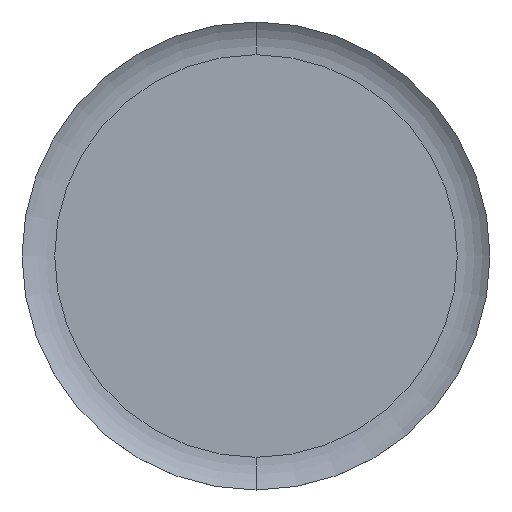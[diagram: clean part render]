
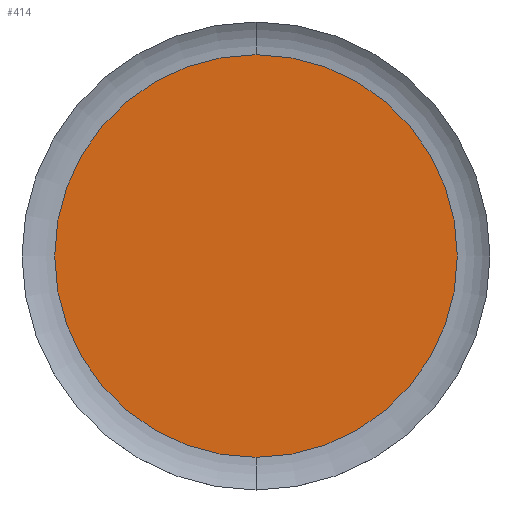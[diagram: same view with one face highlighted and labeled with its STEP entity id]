
A CAD part, top view. The second image highlights one B-rep face of the part: STEP entity #414.
In plain terms, the highlighted planar face has unit normal (0, 0, 1).
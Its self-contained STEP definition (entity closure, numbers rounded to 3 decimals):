
#24 = VERTEX_POINT('',#25);
#25 = CARTESIAN_POINT('',(0.,1.85,1.1));
#33 = TOROIDAL_SURFACE('',#34,1.85,0.5);
#34 = AXIS2_PLACEMENT_3D('',#35,#36,#37);
#35 = CARTESIAN_POINT('',(0.,0.,1.6));
#36 = DIRECTION('',(0.,0.,-1.));
#37 = DIRECTION('',(0.,-1.,0.));
#67 = TOROIDAL_SURFACE('',#68,1.85,0.5);
#68 = AXIS2_PLACEMENT_3D('',#69,#70,#71);
#69 = CARTESIAN_POINT('',(0.,0.,1.6));
#70 = DIRECTION('',(0.,0.,-1.));
#71 = DIRECTION('',(0.,-1.,0.));
#175 = VERTEX_POINT('',#176);
#176 = CARTESIAN_POINT('',(0.,-1.85,1.1));
#242 = EDGE_CURVE('',#24,#175,#243,.T.);
#243 = SURFACE_CURVE('',#244,(#249,#278),.PCURVE_S1.);
#244 = CIRCLE('',#245,1.85);
#245 = AXIS2_PLACEMENT_3D('',#246,#247,#248);
#246 = CARTESIAN_POINT('',(0.,0.,1.1));
#247 = DIRECTION('',(0.,0.,-1.));
#248 = DIRECTION('',(0.,1.,0.));
#249 = PCURVE('',#33,#250);
#250 = DEFINITIONAL_REPRESENTATION('',(#251),#277);
#251 = B_SPLINE_CURVE_WITH_KNOTS('',3,(#252,#253,#254,#255,#256,#257,
    #258,#259,#260,#261,#262,#263,#264,#265,#266,#267,#268,#269,#270,
    #271,#272,#273,#274,#275,#276),.UNSPECIFIED.,.F.,.F.,(4,1,1,1,1,1,1,
    1,1,1,1,1,1,1,1,1,1,1,1,1,1,1,4),(0.,0.143,0.286,
    0.428,0.571,0.714,0.857,
    1.,1.142,1.285,1.428,
    1.571,1.714,1.856,1.999,
    2.142,2.285,2.428,2.57,
    2.713,2.856,2.999,3.142),
  .QUASI_UNIFORM_KNOTS.);
#252 = CARTESIAN_POINT('',(3.142,1.571));
#253 = CARTESIAN_POINT('',(3.189,1.571));
#254 = CARTESIAN_POINT('',(3.284,1.571));
#255 = CARTESIAN_POINT('',(3.427,1.571));
#256 = CARTESIAN_POINT('',(3.57,1.571));
#257 = CARTESIAN_POINT('',(3.713,1.571));
#258 = CARTESIAN_POINT('',(3.856,1.571));
#259 = CARTESIAN_POINT('',(3.998,1.571));
#260 = CARTESIAN_POINT('',(4.141,1.571));
#261 = CARTESIAN_POINT('',(4.284,1.571));
#262 = CARTESIAN_POINT('',(4.427,1.571));
#263 = CARTESIAN_POINT('',(4.57,1.571));
#264 = CARTESIAN_POINT('',(4.712,1.571));
#265 = CARTESIAN_POINT('',(4.855,1.571));
#266 = CARTESIAN_POINT('',(4.998,1.571));
#267 = CARTESIAN_POINT('',(5.141,1.571));
#268 = CARTESIAN_POINT('',(5.284,1.571));
#269 = CARTESIAN_POINT('',(5.426,1.571));
#270 = CARTESIAN_POINT('',(5.569,1.571));
#271 = CARTESIAN_POINT('',(5.712,1.571));
#272 = CARTESIAN_POINT('',(5.855,1.571));
#273 = CARTESIAN_POINT('',(5.998,1.571));
#274 = CARTESIAN_POINT('',(6.14,1.571));
#275 = CARTESIAN_POINT('',(6.236,1.571));
#276 = CARTESIAN_POINT('',(6.283,1.571));
#277 = ( GEOMETRIC_REPRESENTATION_CONTEXT(2) 
PARAMETRIC_REPRESENTATION_CONTEXT() REPRESENTATION_CONTEXT('2D SPACE',''
  ) );
#278 = PCURVE('',#279,#284);
#279 = PLANE('',#280);
#280 = AXIS2_PLACEMENT_3D('',#281,#282,#283);
#281 = CARTESIAN_POINT('',(0.,0.,1.1));
#282 = DIRECTION('',(0.,0.,-1.));
#283 = DIRECTION('',(0.,-1.,0.));
#284 = DEFINITIONAL_REPRESENTATION('',(#285),#289);
#285 = CIRCLE('',#286,1.85);
#286 = AXIS2_PLACEMENT_2D('',#287,#288);
#287 = CARTESIAN_POINT('',(0.,0.));
#288 = DIRECTION('',(-1.,-0.));
#289 = ( GEOMETRIC_REPRESENTATION_CONTEXT(2) 
PARAMETRIC_REPRESENTATION_CONTEXT() REPRESENTATION_CONTEXT('2D SPACE',''
  ) );
#295 = EDGE_CURVE('',#24,#175,#296,.T.);
#296 = SURFACE_CURVE('',#297,(#302,#331),.PCURVE_S1.);
#297 = CIRCLE('',#298,1.85);
#298 = AXIS2_PLACEMENT_3D('',#299,#300,#301);
#299 = CARTESIAN_POINT('',(0.,0.,1.1));
#300 = DIRECTION('',(0.,-0.,1.));
#301 = DIRECTION('',(0.,1.,0.));
#302 = PCURVE('',#67,#303);
#303 = DEFINITIONAL_REPRESENTATION('',(#304),#330);
#304 = B_SPLINE_CURVE_WITH_KNOTS('',3,(#305,#306,#307,#308,#309,#310,
    #311,#312,#313,#314,#315,#316,#317,#318,#319,#320,#321,#322,#323,
    #324,#325,#326,#327,#328,#329),.UNSPECIFIED.,.F.,.F.,(4,1,1,1,1,1,1,
    1,1,1,1,1,1,1,1,1,1,1,1,1,1,1,4),(0.,0.143,0.286,
    0.428,0.571,0.714,0.857,
    1.,1.142,1.285,1.428,
    1.571,1.714,1.856,1.999,
    2.142,2.285,2.428,2.57,
    2.713,2.856,2.999,3.142),
  .QUASI_UNIFORM_KNOTS.);
#305 = CARTESIAN_POINT('',(3.142,1.571));
#306 = CARTESIAN_POINT('',(3.094,1.571));
#307 = CARTESIAN_POINT('',(2.999,1.571));
#308 = CARTESIAN_POINT('',(2.856,1.571));
#309 = CARTESIAN_POINT('',(2.713,1.571));
#310 = CARTESIAN_POINT('',(2.57,1.571));
#311 = CARTESIAN_POINT('',(2.428,1.571));
#312 = CARTESIAN_POINT('',(2.285,1.571));
#313 = CARTESIAN_POINT('',(2.142,1.571));
#314 = CARTESIAN_POINT('',(1.999,1.571));
#315 = CARTESIAN_POINT('',(1.856,1.571));
#316 = CARTESIAN_POINT('',(1.714,1.571));
#317 = CARTESIAN_POINT('',(1.571,1.571));
#318 = CARTESIAN_POINT('',(1.428,1.571));
#319 = CARTESIAN_POINT('',(1.285,1.571));
#320 = CARTESIAN_POINT('',(1.142,1.571));
#321 = CARTESIAN_POINT('',(1.,1.571));
#322 = CARTESIAN_POINT('',(0.857,1.571));
#323 = CARTESIAN_POINT('',(0.714,1.571));
#324 = CARTESIAN_POINT('',(0.571,1.571));
#325 = CARTESIAN_POINT('',(0.428,1.571));
#326 = CARTESIAN_POINT('',(0.286,1.571));
#327 = CARTESIAN_POINT('',(0.143,1.571));
#328 = CARTESIAN_POINT('',(0.048,1.571));
#329 = CARTESIAN_POINT('',(0.,1.571));
#330 = ( GEOMETRIC_REPRESENTATION_CONTEXT(2) 
PARAMETRIC_REPRESENTATION_CONTEXT() REPRESENTATION_CONTEXT('2D SPACE',''
  ) );
#331 = PCURVE('',#279,#332);
#332 = DEFINITIONAL_REPRESENTATION('',(#333),#341);
#333 = ( BOUNDED_CURVE() B_SPLINE_CURVE(2,(#334,#335,#336,#337,#338,#339
,#340),.UNSPECIFIED.,.F.,.F.) B_SPLINE_CURVE_WITH_KNOTS((1,2,2,2,2,1),(
    -2.094,0.,2.094,4.189,6.283,
8.378),.UNSPECIFIED.) CURVE() GEOMETRIC_REPRESENTATION_ITEM() 
RATIONAL_B_SPLINE_CURVE((1.,0.5,1.,0.5,1.,0.5,1.)) REPRESENTATION_ITEM(
  '') );
#334 = CARTESIAN_POINT('',(-1.85,0.));
#335 = CARTESIAN_POINT('',(-1.85,3.204));
#336 = CARTESIAN_POINT('',(0.925,1.602));
#337 = CARTESIAN_POINT('',(3.7,0.));
#338 = CARTESIAN_POINT('',(0.925,-1.602));
#339 = CARTESIAN_POINT('',(-1.85,-3.204));
#340 = CARTESIAN_POINT('',(-1.85,0.));
#341 = ( GEOMETRIC_REPRESENTATION_CONTEXT(2) 
PARAMETRIC_REPRESENTATION_CONTEXT() REPRESENTATION_CONTEXT('2D SPACE',''
  ) );
#414 = ADVANCED_FACE('',(#415),#279,.F.);
#415 = FACE_BOUND('',#416,.F.);
#416 = EDGE_LOOP('',(#417,#418));
#417 = ORIENTED_EDGE('',*,*,#295,.F.);
#418 = ORIENTED_EDGE('',*,*,#242,.T.);
